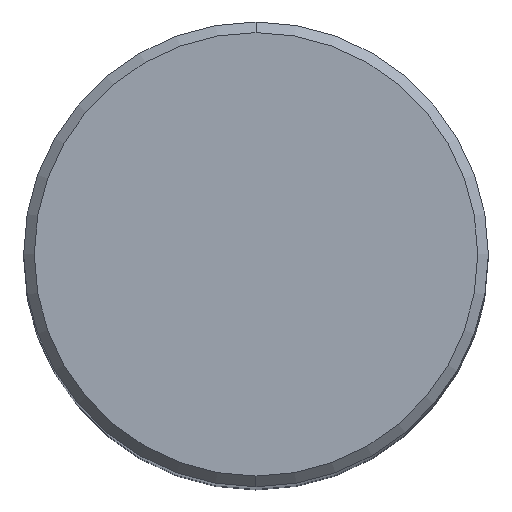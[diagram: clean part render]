
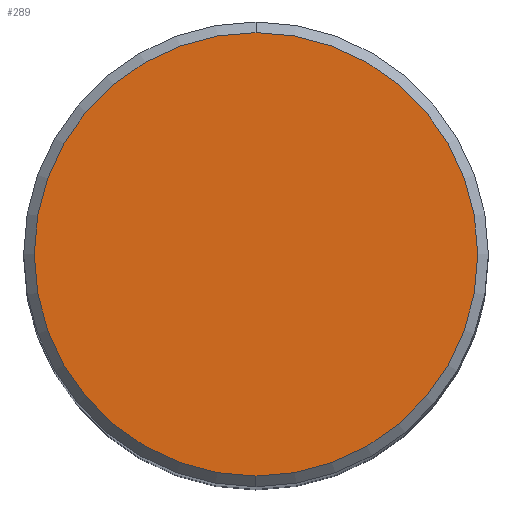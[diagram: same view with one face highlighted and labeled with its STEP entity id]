
A CAD part, top view. The second image highlights one B-rep face of the part: STEP entity #289.
In plain terms, the highlighted planar face has unit normal (0, 0, 1).
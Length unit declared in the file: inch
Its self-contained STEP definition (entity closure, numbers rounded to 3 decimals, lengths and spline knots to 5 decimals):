
#6 = FACE_OUTER_BOUND ( 'NONE', #88, .T. ) ;
#14 = CARTESIAN_POINT ( 'NONE',  ( 0., -0.4175, 0. ) ) ;
#18 = AXIS2_PLACEMENT_3D ( 'NONE', #37, #70, #102 ) ;
#37 = CARTESIAN_POINT ( 'NONE',  ( 0., 0.4175, 0. ) ) ;
#49 = ORIENTED_EDGE ( 'NONE', *, *, #385, .T. ) ;
#67 = AXIS2_PLACEMENT_3D ( 'NONE', #307, #127, #376 ) ;
#70 = DIRECTION ( 'NONE',  ( 0., 0., -1. ) ) ;
#79 = ORIENTED_EDGE ( 'NONE', *, *, #344, .T. ) ;
#88 = EDGE_LOOP ( 'NONE', ( #49, #79 ) ) ;
#90 = AXIS2_PLACEMENT_3D ( 'NONE', #343, #93, #314 ) ;
#93 = DIRECTION ( 'NONE',  ( 0., 0., 1. ) ) ;
#102 = DIRECTION ( 'NONE',  ( 0., 1., 0. ) ) ;
#106 = CIRCLE ( 'NONE', #90, 0.4175 ) ;
#127 = DIRECTION ( 'NONE',  ( 0., 0., 1. ) ) ;
#258 = PLANE ( 'NONE',  #18 ) ;
#267 = VERTEX_POINT ( 'NONE', #14 ) ;
#288 = CIRCLE ( 'NONE', #67, 0.4175 ) ;
#289 = ADVANCED_FACE ( 'NONE', ( #6 ), #258, .F. ) ;
#307 = CARTESIAN_POINT ( 'NONE',  ( 0., 0., 0. ) ) ;
#314 = DIRECTION ( 'NONE',  ( 0., -1., 0. ) ) ;
#343 = CARTESIAN_POINT ( 'NONE',  ( 0., 0., 0. ) ) ;
#344 = EDGE_CURVE ( 'NONE', #267, #410, #288, .T. ) ;
#376 = DIRECTION ( 'NONE',  ( 0., -1., 0. ) ) ;
#385 = EDGE_CURVE ( 'NONE', #410, #267, #106, .T. ) ;
#403 = CARTESIAN_POINT ( 'NONE',  ( 0., 0.4175, 0. ) ) ;
#410 = VERTEX_POINT ( 'NONE', #403 ) ;
